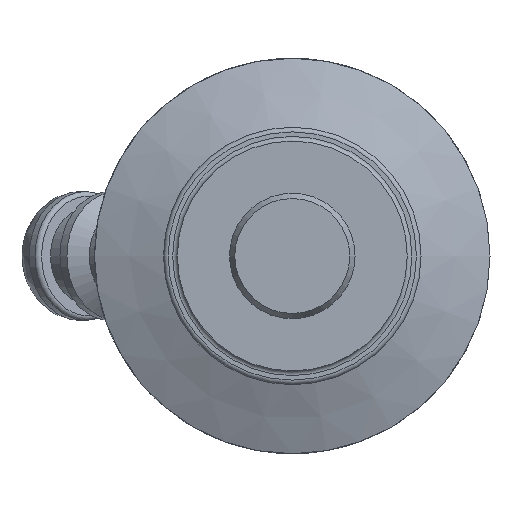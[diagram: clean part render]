
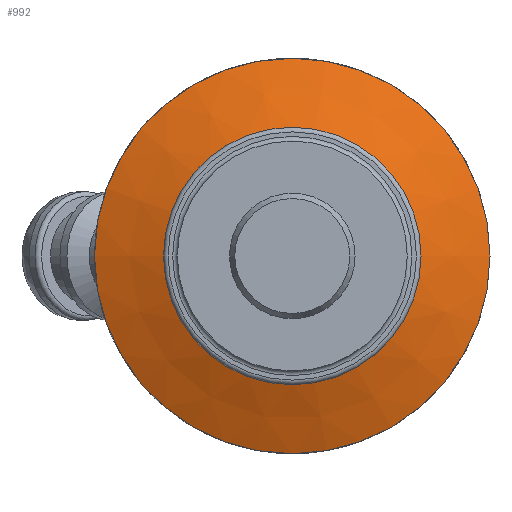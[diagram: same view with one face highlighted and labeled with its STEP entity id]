
A CAD part, front view. The second image highlights one B-rep face of the part: STEP entity #992.
In plain terms, the highlighted conical face has half-angle 68.199 degrees and reference radius 17.75 mm.
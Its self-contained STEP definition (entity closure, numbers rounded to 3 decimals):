
#87=CONICAL_SURFACE('',#1119,17.75,1.19);
#117=FACE_OUTER_BOUND('',#184,.T.);
#184=EDGE_LOOP('',(#710,#711,#712,#713));
#237=LINE('',#1664,#270);
#270=VECTOR('',#1344,17.75);
#301=CIRCLE('',#1079,21.5);
#325=CIRCLE('',#1118,14.);
#384=VERTEX_POINT('',#1566);
#403=VERTEX_POINT('',#1660);
#480=EDGE_CURVE('',#384,#384,#301,.T.);
#512=EDGE_CURVE('',#403,#403,#325,.T.);
#514=EDGE_CURVE('',#384,#403,#237,.T.);
#710=ORIENTED_EDGE('',*,*,#480,.F.);
#711=ORIENTED_EDGE('',*,*,#514,.T.);
#712=ORIENTED_EDGE('',*,*,#512,.T.);
#713=ORIENTED_EDGE('',*,*,#514,.F.);
#992=ADVANCED_FACE('',(#117),#87,.T.);
#1079=AXIS2_PLACEMENT_3D('',#1568,#1253,#1254);
#1118=AXIS2_PLACEMENT_3D('',#1661,#1339,#1340);
#1119=AXIS2_PLACEMENT_3D('',#1663,#1342,#1343);
#1253=DIRECTION('center_axis',(0.,1.,0.));
#1254=DIRECTION('ref_axis',(-1.,0.,0.));
#1339=DIRECTION('center_axis',(0.,1.,0.));
#1340=DIRECTION('ref_axis',(-1.,0.,0.));
#1342=DIRECTION('center_axis',(0.,1.,0.));
#1343=DIRECTION('ref_axis',(-1.,0.,0.));
#1344=DIRECTION('',(-0.928,-0.371,0.));
#1566=CARTESIAN_POINT('',(21.5,15.,0.));
#1568=CARTESIAN_POINT('Origin',(0.,15.,0.));
#1660=CARTESIAN_POINT('',(14.,12.,0.));
#1661=CARTESIAN_POINT('Origin',(0.,12.,0.));
#1663=CARTESIAN_POINT('Origin',(0.,13.5,0.));
#1664=CARTESIAN_POINT('',(17.75,13.5,0.));
